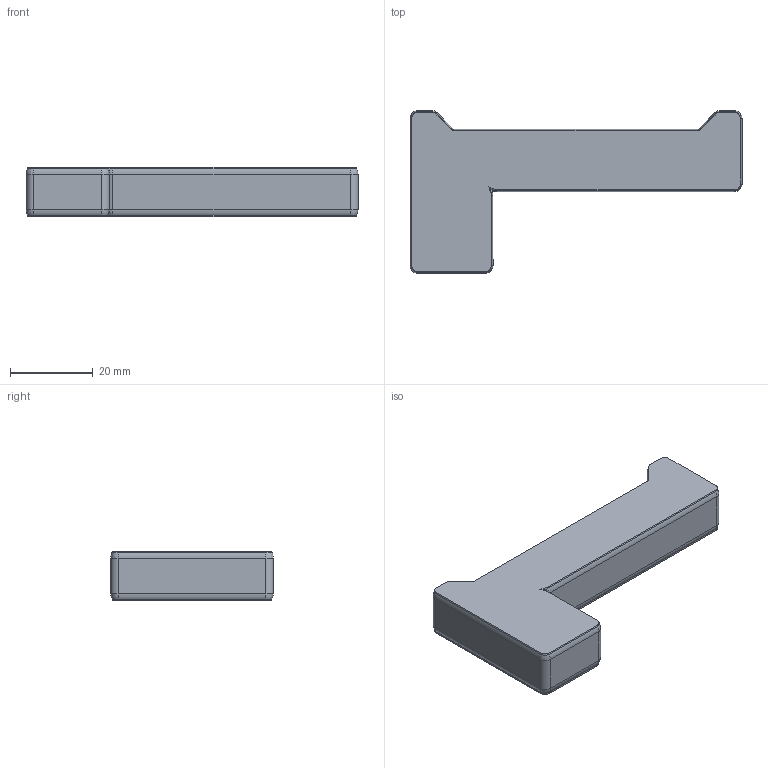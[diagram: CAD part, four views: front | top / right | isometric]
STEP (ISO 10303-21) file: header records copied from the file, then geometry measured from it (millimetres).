
FILE_DESCRIPTION(/* description */ (''),/* implementation_level */ '2;1');
FILE_NAME(/* name */ 'MB-Z10.build-helpers.MB-build_helper_z_80mm.build_helper_z.step',/* time_stamp */ '2023-03-27T17:12:38+02:00',/* author */ (''),/* organization */ (''),/* preprocessor_version */ 'ST-DEVELOPER v19.2',/* originating_system */ 'Autodesk Translation Framework v11.17.0.187',/* authorisation */ '');
FILE_SCHEMA (('AUTOMOTIVE_DESIGN { 1 0 10303 214 3 1 1 }'));
Length unit declared in the file: millimetre
Products named in the file (1): build_helper_z
Bounding box: 80 x 39.2 x 12 mm (x, y, z)
Volume: 19839.2 mm3; surface area: 6036.6 mm2
Topology: 1 solids, 1 shells, 107 faces, 231 edges, 126 vertices
Faces by surface type: cylinder 42, plane 38, bspline 18, cone 9
Entity records: 2941 total; most frequent: CARTESIAN_POINT 609, DIRECTION 507, ORIENTED_EDGE 462, EDGE_CURVE 231, AXIS2_PLACEMENT_3D 186, LINE 135, VECTOR 135, VERTEX_POINT 126
